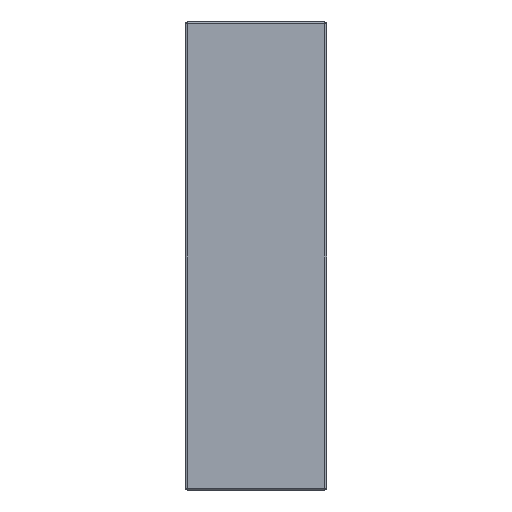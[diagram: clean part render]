
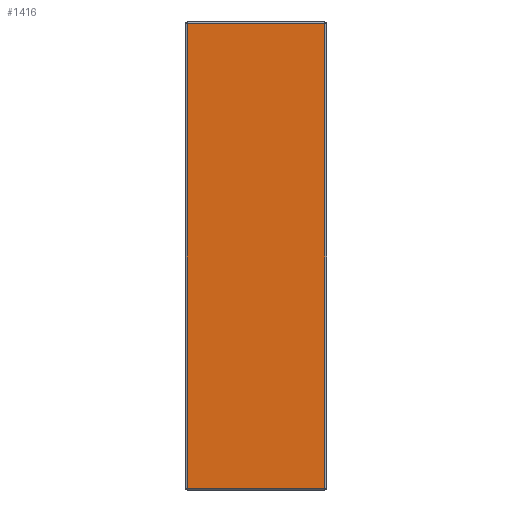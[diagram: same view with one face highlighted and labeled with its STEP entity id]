
A CAD part, left-side view. The second image highlights one B-rep face of the part: STEP entity #1416.
In plain terms, the highlighted planar face has unit normal (-1, 0, 0).
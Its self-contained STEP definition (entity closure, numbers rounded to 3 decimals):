
#19 = VECTOR ( 'NONE', #381, 1000. ) ;
#49 = DIRECTION ( 'NONE',  ( 0., -1., 0. ) ) ;
#60 = CARTESIAN_POINT ( 'NONE',  ( -66., 17.5, 0.4 ) ) ;
#97 = CARTESIAN_POINT ( 'NONE',  ( -66., 17.1, 0. ) ) ;
#129 = CARTESIAN_POINT ( 'NONE',  ( -66., 17.5, 0. ) ) ;
#153 = DIRECTION ( 'NONE',  ( 0., 0., -1. ) ) ;
#157 = PLANE ( 'NONE',  #922 ) ;
#170 = DIRECTION ( 'NONE',  ( 0., 0., -1. ) ) ;
#180 = DIRECTION ( 'NONE',  ( 1., 0., 0. ) ) ;
#262 = LINE ( 'NONE', #430, #19 ) ;
#272 = EDGE_CURVE ( 'NONE', #301, #1086, #902, .T. ) ;
#283 = CARTESIAN_POINT ( 'NONE',  ( -66., -17.1, 0.4 ) ) ;
#301 = VERTEX_POINT ( 'NONE', #883 ) ;
#381 = DIRECTION ( 'NONE',  ( 0., 0., 1. ) ) ;
#388 = VERTEX_POINT ( 'NONE', #590 ) ;
#421 = EDGE_CURVE ( 'NONE', #614, #301, #262, .T. ) ;
#430 = CARTESIAN_POINT ( 'NONE',  ( -66., -17.1, 0. ) ) ;
#570 = ORIENTED_EDGE ( 'NONE', *, *, #272, .T. ) ;
#575 = EDGE_CURVE ( 'NONE', #388, #614, #974, .T. ) ;
#590 = CARTESIAN_POINT ( 'NONE',  ( -66., 17.1, 0.4 ) ) ;
#614 = VERTEX_POINT ( 'NONE', #283 ) ;
#698 = CARTESIAN_POINT ( 'NONE',  ( -66., 17.1, 115.6 ) ) ;
#721 = VECTOR ( 'NONE', #914, 1000. ) ;
#783 = VECTOR ( 'NONE', #49, 1000. ) ;
#790 = ORIENTED_EDGE ( 'NONE', *, *, #421, .T. ) ;
#819 = FACE_OUTER_BOUND ( 'NONE', #1239, .T. ) ;
#821 = CARTESIAN_POINT ( 'NONE',  ( -66., 17.5, 115.6 ) ) ;
#883 = CARTESIAN_POINT ( 'NONE',  ( -66., -17.1, 115.6 ) ) ;
#902 = LINE ( 'NONE', #821, #721 ) ;
#914 = DIRECTION ( 'NONE',  ( 0., 1., 0. ) ) ;
#922 = AXIS2_PLACEMENT_3D ( 'NONE', #129, #180, #170 ) ;
#974 = LINE ( 'NONE', #60, #783 ) ;
#1015 = ORIENTED_EDGE ( 'NONE', *, *, #575, .T. ) ;
#1033 = EDGE_CURVE ( 'NONE', #1086, #388, #1343, .T. ) ;
#1086 = VERTEX_POINT ( 'NONE', #698 ) ;
#1239 = EDGE_LOOP ( 'NONE', ( #1388, #1015, #790, #570 ) ) ;
#1343 = LINE ( 'NONE', #97, #1510 ) ;
#1388 = ORIENTED_EDGE ( 'NONE', *, *, #1033, .T. ) ;
#1416 = ADVANCED_FACE ( 'NONE', ( #819 ), #157, .F. ) ;
#1510 = VECTOR ( 'NONE', #153, 1000. ) ;
